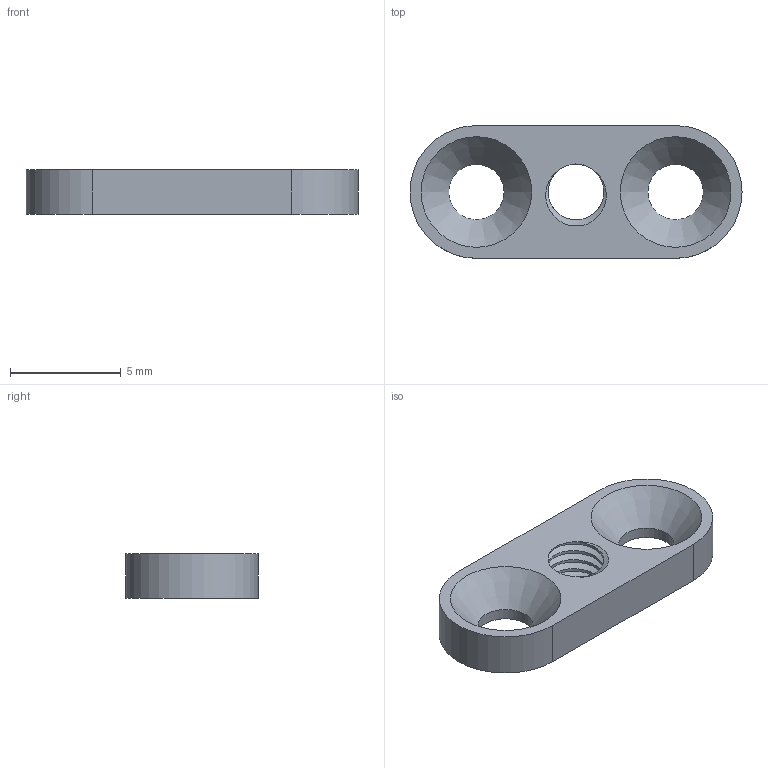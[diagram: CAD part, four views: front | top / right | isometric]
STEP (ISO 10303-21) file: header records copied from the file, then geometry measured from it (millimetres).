
FILE_DESCRIPTION(/* description */ (''),/* implementation_level */ '2;1');
FILE_NAME(/* name */ 'rotule AVEC filletage.step',/* time_stamp */ '2022-06-29T15:27:32+02:00',/* author */ (''),/* organization */ (''),/* preprocessor_version */ 'ST-DEVELOPER v19',/* originating_system */ 'Autodesk Translation Framework v11.7.0.108',/* authorisation */ '');
FILE_SCHEMA (('AUTOMOTIVE_DESIGN { 1 0 10303 214 3 1 1 }'));
Length unit declared in the file: millimetre
Products named in the file (1): rotule AVEC filletage
Bounding box: 15 x 6 x 2 mm (x, y, z)
Volume: 113.4 mm3; surface area: 259.7 mm2
Topology: 1 solids, 1 shells, 22 faces, 58 edges, 38 vertices
Faces by surface type: cylinder 14, plane 4, bspline 2, cone 2
Full cylindrical faces by diameter (mm): 2.5 x2, 2.529 x2, 3.086 x1
Entity records: 1495 total; most frequent: CARTESIAN_POINT 943, ORIENTED_EDGE 116, DIRECTION 90, EDGE_CURVE 58, VERTEX_POINT 38, AXIS2_PLACEMENT_3D 35, EDGE_LOOP 28, B_SPLINE_CURVE_WITH_KNOTS 24
